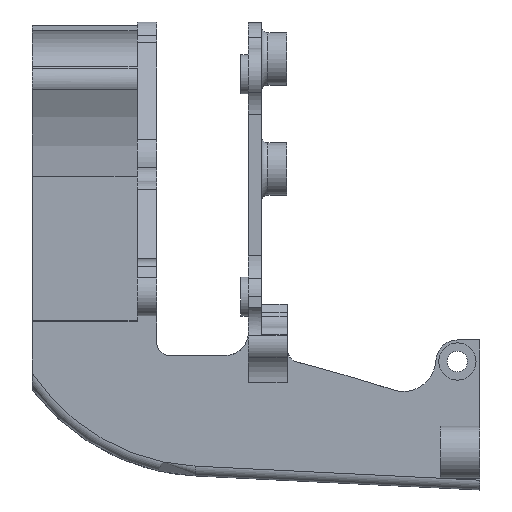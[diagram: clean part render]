
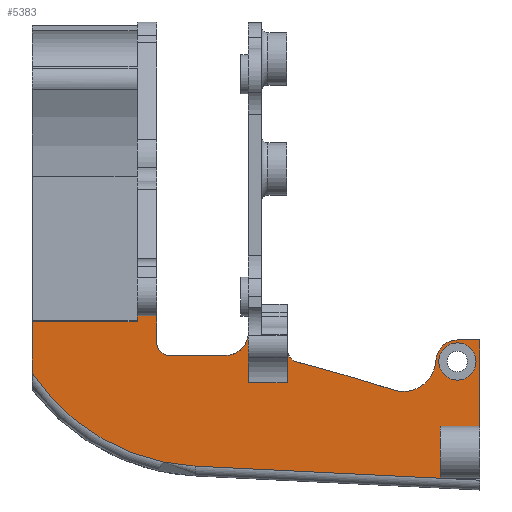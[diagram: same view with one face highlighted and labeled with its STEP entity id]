
A CAD part, left-side view. The second image highlights one B-rep face of the part: STEP entity #5383.
In plain terms, the highlighted planar face has unit normal (-1, 0, 0).
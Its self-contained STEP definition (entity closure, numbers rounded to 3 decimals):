
#220=FACE_BOUND('',#827,.T.);
#287=PLANE('',#5878);
#488=FACE_OUTER_BOUND('',#826,.T.);
#826=EDGE_LOOP('',(#4233,#4234,#4235,#4236,#4237,#4238,#4239,#4240,#4241,
#4242,#4243,#4244,#4245,#4246,#4247,#4248,#4249,#4250,#4251,#4252,#4253,
#4254));
#827=EDGE_LOOP('',(#4255));
#1019=LINE('',#7751,#1445);
#1028=LINE('',#7794,#1454);
#1034=LINE('',#7826,#1460);
#1041=LINE('',#7878,#1467);
#1073=LINE('',#8055,#1499);
#1168=LINE('',#8417,#1594);
#1192=LINE('',#8524,#1618);
#1214=LINE('',#8584,#1640);
#1215=LINE('',#8587,#1641);
#1216=LINE('',#8589,#1642);
#1217=LINE('',#8593,#1643);
#1218=LINE('',#8595,#1644);
#1219=LINE('',#8597,#1645);
#1220=LINE('',#8599,#1646);
#1221=LINE('',#8601,#1647);
#1445=VECTOR('',#6161,10.);
#1454=VECTOR('',#6196,10.);
#1460=VECTOR('',#6210,10.);
#1467=VECTOR('',#6239,10.);
#1499=VECTOR('',#6389,10.);
#1594=VECTOR('',#6806,10.);
#1618=VECTOR('',#6874,10.);
#1640=VECTOR('',#6946,10.);
#1641=VECTOR('',#6949,10.);
#1642=VECTOR('',#6950,10.);
#1643=VECTOR('',#6953,10.);
#1644=VECTOR('',#6954,10.);
#1645=VECTOR('',#6955,10.);
#1646=VECTOR('',#6956,10.);
#1647=VECTOR('',#6957,10.);
#1864=CIRCLE('',#5570,2.);
#1889=CIRCLE('',#5598,2.);
#1896=CIRCLE('',#5607,3.5);
#2046=CIRCLE('',#5879,31.905);
#2047=CIRCLE('',#5880,3.291);
#2048=CIRCLE('',#5881,5.);
#2049=CIRCLE('',#5882,240.97);
#2050=CIRCLE('',#5883,2.85);
#2147=VERTEX_POINT('',#7661);
#2148=VERTEX_POINT('',#7663);
#2172=VERTEX_POINT('',#7749);
#2193=VERTEX_POINT('',#7793);
#2199=VERTEX_POINT('',#7819);
#2200=VERTEX_POINT('',#7821);
#2201=VERTEX_POINT('',#7825);
#2212=VERTEX_POINT('',#7867);
#2215=VERTEX_POINT('',#7877);
#2378=VERTEX_POINT('',#8416);
#2417=VERTEX_POINT('',#8521);
#2418=VERTEX_POINT('',#8523);
#2432=VERTEX_POINT('',#8586);
#2433=VERTEX_POINT('',#8588);
#2434=VERTEX_POINT('',#8590);
#2435=VERTEX_POINT('',#8592);
#2436=VERTEX_POINT('',#8594);
#2437=VERTEX_POINT('',#8596);
#2438=VERTEX_POINT('',#8598);
#2439=VERTEX_POINT('',#8600);
#2440=VERTEX_POINT('',#8602);
#2441=VERTEX_POINT('',#8604);
#2442=VERTEX_POINT('',#8607);
#2684=EDGE_CURVE('',#2147,#2148,#1864,.T.);
#2710=EDGE_CURVE('',#2147,#2172,#1019,.F.);
#2731=EDGE_CURVE('',#2193,#2148,#1028,.F.);
#2738=EDGE_CURVE('',#2199,#2200,#1889,.T.);
#2740=EDGE_CURVE('',#2199,#2201,#1034,.T.);
#2752=EDGE_CURVE('',#2193,#2212,#1896,.T.);
#2757=EDGE_CURVE('',#2215,#2212,#1041,.T.);
#2840=EDGE_CURVE('',#2215,#2201,#1073,.T.);
#3009=EDGE_CURVE('',#2378,#2200,#1168,.T.);
#3054=EDGE_CURVE('',#2417,#2418,#1192,.T.);
#3085=EDGE_CURVE('',#2418,#2172,#1214,.T.);
#3086=EDGE_CURVE('',#2417,#2432,#1215,.T.);
#3087=EDGE_CURVE('',#2433,#2432,#1216,.T.);
#3088=EDGE_CURVE('',#2434,#2433,#2046,.T.);
#3089=EDGE_CURVE('',#2435,#2434,#1217,.T.);
#3090=EDGE_CURVE('',#2435,#2436,#1218,.T.);
#3091=EDGE_CURVE('',#2436,#2437,#1219,.T.);
#3092=EDGE_CURVE('',#2438,#2437,#1220,.T.);
#3093=EDGE_CURVE('',#2439,#2438,#1221,.T.);
#3094=EDGE_CURVE('',#2440,#2439,#2047,.T.);
#3095=EDGE_CURVE('',#2440,#2441,#2048,.F.);
#3096=EDGE_CURVE('',#2441,#2378,#2049,.T.);
#3097=EDGE_CURVE('',#2442,#2442,#2050,.T.);
#4233=ORIENTED_EDGE('',*,*,#2731,.T.);
#4234=ORIENTED_EDGE('',*,*,#2684,.F.);
#4235=ORIENTED_EDGE('',*,*,#2710,.T.);
#4236=ORIENTED_EDGE('',*,*,#3085,.F.);
#4237=ORIENTED_EDGE('',*,*,#3054,.F.);
#4238=ORIENTED_EDGE('',*,*,#3086,.T.);
#4239=ORIENTED_EDGE('',*,*,#3087,.F.);
#4240=ORIENTED_EDGE('',*,*,#3088,.F.);
#4241=ORIENTED_EDGE('',*,*,#3089,.F.);
#4242=ORIENTED_EDGE('',*,*,#3090,.T.);
#4243=ORIENTED_EDGE('',*,*,#3091,.T.);
#4244=ORIENTED_EDGE('',*,*,#3092,.F.);
#4245=ORIENTED_EDGE('',*,*,#3093,.F.);
#4246=ORIENTED_EDGE('',*,*,#3094,.F.);
#4247=ORIENTED_EDGE('',*,*,#3095,.T.);
#4248=ORIENTED_EDGE('',*,*,#3096,.T.);
#4249=ORIENTED_EDGE('',*,*,#3009,.T.);
#4250=ORIENTED_EDGE('',*,*,#2738,.F.);
#4251=ORIENTED_EDGE('',*,*,#2740,.T.);
#4252=ORIENTED_EDGE('',*,*,#2840,.F.);
#4253=ORIENTED_EDGE('',*,*,#2757,.T.);
#4254=ORIENTED_EDGE('',*,*,#2752,.F.);
#4255=ORIENTED_EDGE('',*,*,#3097,.T.);
#5383=ADVANCED_FACE('',(#488,#220),#287,.T.);
#5570=AXIS2_PLACEMENT_3D('',#7664,#6127,#6128);
#5598=AXIS2_PLACEMENT_3D('',#7822,#6205,#6206);
#5607=AXIS2_PLACEMENT_3D('',#7868,#6228,#6229);
#5878=AXIS2_PLACEMENT_3D('',#8585,#6947,#6948);
#5879=AXIS2_PLACEMENT_3D('',#8591,#6951,#6952);
#5880=AXIS2_PLACEMENT_3D('',#8603,#6958,#6959);
#5881=AXIS2_PLACEMENT_3D('',#8605,#6960,#6961);
#5882=AXIS2_PLACEMENT_3D('',#8606,#6962,#6963);
#5883=AXIS2_PLACEMENT_3D('',#8608,#6964,#6965);
#6127=DIRECTION('center_axis',(-1.,0.,0.));
#6128=DIRECTION('ref_axis',(0.,0.707,-0.707));
#6161=DIRECTION('',(0.,0.,-1.));
#6196=DIRECTION('',(0.,-1.,0.));
#6205=DIRECTION('center_axis',(-1.,0.,0.));
#6206=DIRECTION('ref_axis',(0.,0.795,-0.607));
#6210=DIRECTION('',(0.,0.,-1.));
#6228=DIRECTION('center_axis',(-1.,0.,0.));
#6229=DIRECTION('ref_axis',(0.,-0.707,-0.707));
#6239=DIRECTION('',(0.,0.,1.));
#6389=DIRECTION('',(0.,-1.,0.));
#6806=DIRECTION('',(0.,0.965,0.263));
#6874=DIRECTION('',(0.,0.,1.));
#6946=DIRECTION('',(0.,-1.,0.));
#6947=DIRECTION('center_axis',(-1.,0.,0.));
#6948=DIRECTION('ref_axis',(0.,0.,1.));
#6949=DIRECTION('',(0.,1.,0.));
#6950=DIRECTION('',(0.,0.,1.));
#6951=DIRECTION('center_axis',(1.,0.,0.));
#6952=DIRECTION('ref_axis',(0.,0.466,-0.885));
#6953=DIRECTION('',(0.,0.999,0.049));
#6954=DIRECTION('',(0.,0.,1.));
#6955=DIRECTION('',(0.,-1.,0.));
#6956=DIRECTION('',(0.,0.,-1.));
#6957=DIRECTION('',(0.,-1.,0.));
#6958=DIRECTION('center_axis',(1.,0.,0.));
#6959=DIRECTION('ref_axis',(0.,0.,1.));
#6960=DIRECTION('center_axis',(-1.,0.,0.));
#6961=DIRECTION('ref_axis',(0.,-0.306,0.952));
#6962=DIRECTION('center_axis',(-1.,0.,0.));
#6963=DIRECTION('ref_axis',(0.,-0.294,0.956));
#6964=DIRECTION('center_axis',(1.,0.,0.));
#6965=DIRECTION('ref_axis',(0.,-1.,0.));
#7661=CARTESIAN_POINT('',(-11.1,116.118,-49.017));
#7663=CARTESIAN_POINT('',(-11.1,114.118,-51.017));
#7664=CARTESIAN_POINT('Origin',(-11.1,114.118,-49.017));
#7749=CARTESIAN_POINT('',(-11.1,116.118,-44.789));
#7751=CARTESIAN_POINT('',(-11.1,116.118,-28.656));
#7793=CARTESIAN_POINT('',(-11.1,105.618,-51.017));
#7794=CARTESIAN_POINT('',(-11.1,113.442,-51.017));
#7819=CARTESIAN_POINT('',(-11.1,96.163,-50.07));
#7821=CARTESIAN_POINT('',(-11.1,94.69,-51.999));
#7822=CARTESIAN_POINT('Origin',(-11.1,94.163,-50.07));
#7825=CARTESIAN_POINT('',(-11.1,96.163,-55.165));
#7826=CARTESIAN_POINT('',(-11.1,96.163,-50.096));
#7867=CARTESIAN_POINT('',(-11.1,102.118,-47.517));
#7868=CARTESIAN_POINT('Origin',(-11.1,105.618,-47.517));
#7877=CARTESIAN_POINT('',(-11.1,102.118,-55.165));
#7878=CARTESIAN_POINT('',(-11.1,102.118,-37.846));
#8055=CARTESIAN_POINT('',(-11.1,112.806,-55.165));
#8416=CARTESIAN_POINT('',(-11.1,90.338,-53.186));
#8417=CARTESIAN_POINT('',(-11.1,105.938,-48.931));
#8521=CARTESIAN_POINT('',(-11.1,119.118,-45.831));
#8523=CARTESIAN_POINT('',(-11.1,119.118,-44.789));
#8524=CARTESIAN_POINT('',(-11.1,119.118,-45.355));
#8584=CARTESIAN_POINT('',(-11.1,115.368,-44.789));
#8585=CARTESIAN_POINT('Origin',(-11.1,123.993,-53.676));
#8586=CARTESIAN_POINT('',(-11.1,135.118,-45.831));
#8587=CARTESIAN_POINT('',(-11.1,131.618,-45.831));
#8588=CARTESIAN_POINT('',(-11.1,135.118,-53.702));
#8589=CARTESIAN_POINT('',(-11.1,135.118,-51.356));
#8590=CARTESIAN_POINT('',(-11.1,110.107,-67.924));
#8591=CARTESIAN_POINT('Origin',(-11.1,108.536,-36.058));
#8592=CARTESIAN_POINT('',(-11.1,72.763,-69.764));
#8593=CARTESIAN_POINT('',(-11.1,88.348,-68.996));
#8594=CARTESIAN_POINT('',(-11.1,72.763,-61.813));
#8595=CARTESIAN_POINT('',(-11.1,72.763,-60.12));
#8596=CARTESIAN_POINT('',(-11.1,66.763,-61.813));
#8597=CARTESIAN_POINT('',(-11.1,95.378,-61.813));
#8598=CARTESIAN_POINT('',(-11.1,66.763,-48.634));
#8599=CARTESIAN_POINT('',(-11.1,66.763,-44.976));
#8600=CARTESIAN_POINT('',(-11.1,70.163,-48.634));
#8601=CARTESIAN_POINT('',(-11.1,68.436,-48.634));
#8602=CARTESIAN_POINT('',(-11.1,73.45,-51.758));
#8603=CARTESIAN_POINT('Origin',(-11.1,70.163,-51.925));
#8604=CARTESIAN_POINT('',(-11.1,79.974,-56.264));
#8605=CARTESIAN_POINT('Origin',(-11.1,78.444,-51.504));
#8606=CARTESIAN_POINT('Origin',(-11.1,153.75,-285.663));
#8607=CARTESIAN_POINT('',(-11.1,73.013,-51.925));
#8608=CARTESIAN_POINT('Origin',(-11.1,70.163,-51.925));
